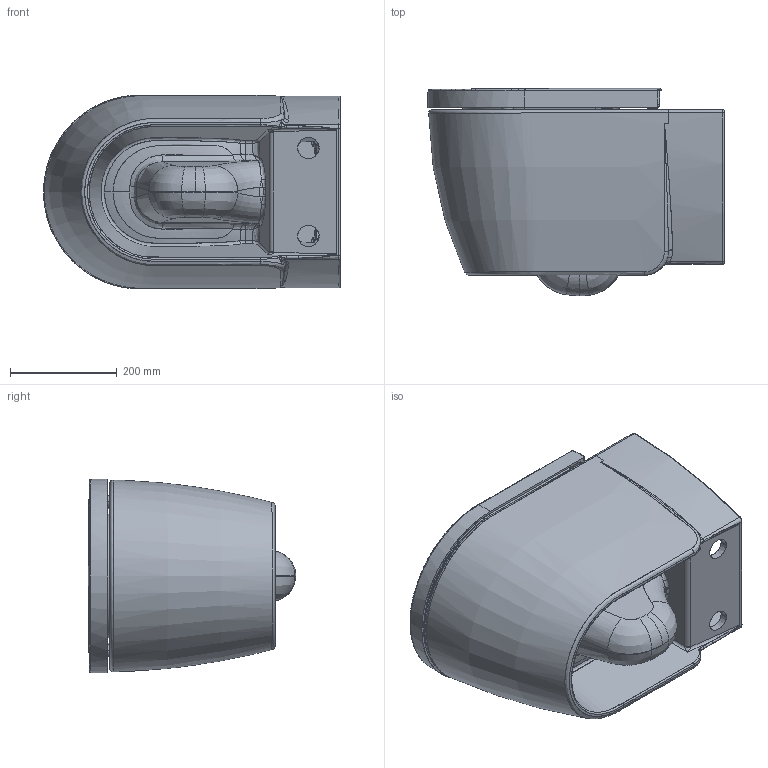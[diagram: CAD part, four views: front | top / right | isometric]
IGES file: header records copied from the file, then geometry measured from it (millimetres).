
Start section: SolidWorks IGES file using analytic representation for surfaces
Global section: file name: TAMPO E ARO_coral_set final.IGS; native system: SolidWorks 2011; preprocessor: SolidWorks 2011; author: 2776; date: 151009.165811; units: millimetre
Bounding box: 557 x 389.85 x 364 mm (x, y, z)
Surface area: 2458014.4 mm2 (no closed solid volume)
Topology: 0 solids, 0 shells, 1268 faces, 21717 edges, 21686 vertices
Faces by surface type: bspline 867, revolution 401
